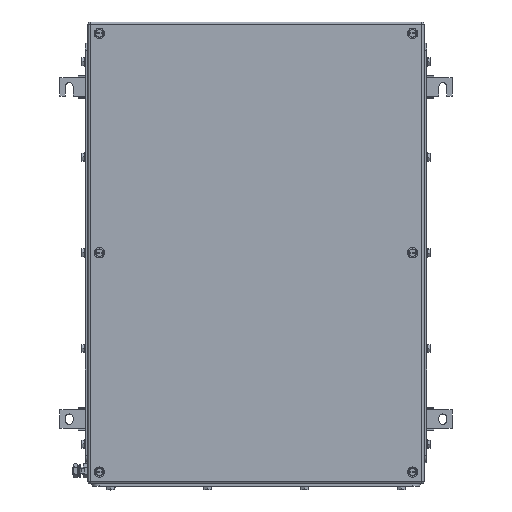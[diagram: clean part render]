
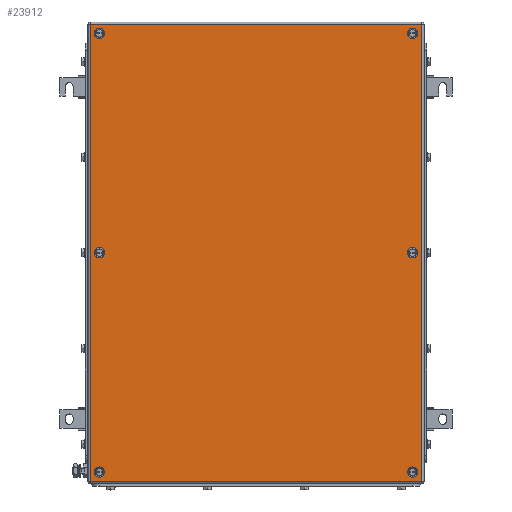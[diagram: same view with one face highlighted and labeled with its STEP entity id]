
A CAD part, top view. The second image highlights one B-rep face of the part: STEP entity #23912.
In plain terms, the highlighted planar face has unit normal (0, 0, 1).
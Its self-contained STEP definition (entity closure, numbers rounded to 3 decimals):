
#23750=AXIS2_PLACEMENT_3D('Circle Axis2P3D',#23748,#23749,$) ;
#23777=AXIS2_PLACEMENT_3D('Plane Axis2P3D',#23774,#23775,#23776) ;
#23815=AXIS2_PLACEMENT_3D('Circle Axis2P3D',#23813,#23814,$) ;
#23824=AXIS2_PLACEMENT_3D('Circle Axis2P3D',#23822,#23823,$) ;
#23833=AXIS2_PLACEMENT_3D('Circle Axis2P3D',#23831,#23832,$) ;
#23842=AXIS2_PLACEMENT_3D('Circle Axis2P3D',#23840,#23841,$) ;
#23851=AXIS2_PLACEMENT_3D('Circle Axis2P3D',#23849,#23850,$) ;
#23860=AXIS2_PLACEMENT_3D('Circle Axis2P3D',#23858,#23859,$) ;
#23869=AXIS2_PLACEMENT_3D('Circle Axis2P3D',#23867,#23868,$) ;
#23878=AXIS2_PLACEMENT_3D('Circle Axis2P3D',#23876,#23877,$) ;
#23887=AXIS2_PLACEMENT_3D('Circle Axis2P3D',#23885,#23886,$) ;
#23896=AXIS2_PLACEMENT_3D('Circle Axis2P3D',#23894,#23895,$) ;
#23905=AXIS2_PLACEMENT_3D('Circle Axis2P3D',#23903,#23904,$) ;
#23745=CARTESIAN_POINT('Vertex',(56.5,321.,153.5)) ;
#23748=CARTESIAN_POINT('Axis2P3D Location',(53.,321.,153.5)) ;
#23752=CARTESIAN_POINT('Vertex',(49.5,321.,153.5)) ;
#23774=CARTESIAN_POINT('Axis2P3D Location',(265.5,321.,153.5)) ;
#23779=CARTESIAN_POINT('Line Origine',(265.5,630.5,153.5)) ;
#23783=CARTESIAN_POINT('Vertex',(490.,630.5,153.5)) ;
#23785=CARTESIAN_POINT('Vertex',(41.,630.5,153.5)) ;
#23788=CARTESIAN_POINT('Line Origine',(41.,321.,153.5)) ;
#23792=CARTESIAN_POINT('Vertex',(41.,11.5,153.5)) ;
#23795=CARTESIAN_POINT('Line Origine',(265.5,11.5,153.5)) ;
#23799=CARTESIAN_POINT('Vertex',(490.,11.5,153.5)) ;
#23802=CARTESIAN_POINT('Line Origine',(490.,321.,153.5)) ;
#23813=CARTESIAN_POINT('Axis2P3D Location',(53.,321.,153.5)) ;
#23822=CARTESIAN_POINT('Axis2P3D Location',(478.,321.,153.5)) ;
#23826=CARTESIAN_POINT('Vertex',(481.5,321.,153.5)) ;
#23828=CARTESIAN_POINT('Vertex',(474.5,321.,153.5)) ;
#23831=CARTESIAN_POINT('Axis2P3D Location',(478.,321.,153.5)) ;
#23840=CARTESIAN_POINT('Axis2P3D Location',(53.,618.5,153.5)) ;
#23844=CARTESIAN_POINT('Vertex',(49.5,618.5,153.5)) ;
#23846=CARTESIAN_POINT('Vertex',(56.5,618.5,153.5)) ;
#23849=CARTESIAN_POINT('Axis2P3D Location',(53.,618.5,153.5)) ;
#23858=CARTESIAN_POINT('Axis2P3D Location',(53.,23.5,153.5)) ;
#23862=CARTESIAN_POINT('Vertex',(49.5,23.5,153.5)) ;
#23864=CARTESIAN_POINT('Vertex',(56.5,23.5,153.5)) ;
#23867=CARTESIAN_POINT('Axis2P3D Location',(53.,23.5,153.5)) ;
#23876=CARTESIAN_POINT('Axis2P3D Location',(478.,23.5,153.5)) ;
#23880=CARTESIAN_POINT('Vertex',(481.5,23.5,153.5)) ;
#23882=CARTESIAN_POINT('Vertex',(474.5,23.5,153.5)) ;
#23885=CARTESIAN_POINT('Axis2P3D Location',(478.,23.5,153.5)) ;
#23894=CARTESIAN_POINT('Axis2P3D Location',(478.,618.5,153.5)) ;
#23898=CARTESIAN_POINT('Vertex',(481.5,618.5,153.5)) ;
#23900=CARTESIAN_POINT('Vertex',(474.5,618.5,153.5)) ;
#23903=CARTESIAN_POINT('Axis2P3D Location',(478.,618.5,153.5)) ;
#23749=DIRECTION('Axis2P3D Direction',(0.,0.,1.)) ;
#23775=DIRECTION('Axis2P3D Direction',(0.,0.,1.)) ;
#23776=DIRECTION('Axis2P3D XDirection',(1.,0.,0.)) ;
#23780=DIRECTION('Vector Direction',(1.,0.,0.)) ;
#23789=DIRECTION('Vector Direction',(0.,-1.,0.)) ;
#23796=DIRECTION('Vector Direction',(1.,0.,0.)) ;
#23803=DIRECTION('Vector Direction',(0.,1.,0.)) ;
#23814=DIRECTION('Axis2P3D Direction',(0.,0.,1.)) ;
#23823=DIRECTION('Axis2P3D Direction',(0.,0.,1.)) ;
#23832=DIRECTION('Axis2P3D Direction',(0.,0.,1.)) ;
#23841=DIRECTION('Axis2P3D Direction',(0.,0.,1.)) ;
#23850=DIRECTION('Axis2P3D Direction',(0.,0.,1.)) ;
#23859=DIRECTION('Axis2P3D Direction',(0.,0.,1.)) ;
#23868=DIRECTION('Axis2P3D Direction',(0.,0.,1.)) ;
#23877=DIRECTION('Axis2P3D Direction',(0.,0.,1.)) ;
#23886=DIRECTION('Axis2P3D Direction',(0.,0.,1.)) ;
#23895=DIRECTION('Axis2P3D Direction',(0.,0.,1.)) ;
#23904=DIRECTION('Axis2P3D Direction',(0.,0.,1.)) ;
#23781=VECTOR('Line Direction',#23780,1.) ;
#23790=VECTOR('Line Direction',#23789,1.) ;
#23797=VECTOR('Line Direction',#23796,1.) ;
#23804=VECTOR('Line Direction',#23803,1.) ;
#23808=ORIENTED_EDGE('',*,*,#23787,.T.) ;
#23809=ORIENTED_EDGE('',*,*,#23794,.T.) ;
#23810=ORIENTED_EDGE('',*,*,#23801,.T.) ;
#23811=ORIENTED_EDGE('',*,*,#23806,.T.) ;
#23819=ORIENTED_EDGE('',*,*,#23817,.F.) ;
#23820=ORIENTED_EDGE('',*,*,#23754,.F.) ;
#23837=ORIENTED_EDGE('',*,*,#23830,.F.) ;
#23838=ORIENTED_EDGE('',*,*,#23835,.F.) ;
#23855=ORIENTED_EDGE('',*,*,#23848,.F.) ;
#23856=ORIENTED_EDGE('',*,*,#23853,.F.) ;
#23873=ORIENTED_EDGE('',*,*,#23866,.F.) ;
#23874=ORIENTED_EDGE('',*,*,#23871,.F.) ;
#23891=ORIENTED_EDGE('',*,*,#23884,.F.) ;
#23892=ORIENTED_EDGE('',*,*,#23889,.F.) ;
#23909=ORIENTED_EDGE('',*,*,#23902,.F.) ;
#23910=ORIENTED_EDGE('',*,*,#23907,.F.) ;
#23821=FACE_BOUND('',#23818,.T.) ;
#23839=FACE_BOUND('',#23836,.T.) ;
#23857=FACE_BOUND('',#23854,.T.) ;
#23875=FACE_BOUND('',#23872,.T.) ;
#23893=FACE_BOUND('',#23890,.T.) ;
#23911=FACE_BOUND('',#23908,.T.) ;
#23912=ADVANCED_FACE('ZUB_KTB_FS_624515_3GP_AllCATPart.2\\ZUB_DE_KTB_FS.1\\DE_KTB_MH_PART_MASTER.1\\Koerper.2',(#23812,#23821,#23839,#23857,#23875,#23893,#23911),#23778,.T.) ;
#23751=CIRCLE('generated circle',#23750,3.5) ;
#23816=CIRCLE('generated circle',#23815,3.5) ;
#23825=CIRCLE('generated circle',#23824,3.5) ;
#23834=CIRCLE('generated circle',#23833,3.5) ;
#23843=CIRCLE('generated circle',#23842,3.5) ;
#23852=CIRCLE('generated circle',#23851,3.5) ;
#23861=CIRCLE('generated circle',#23860,3.5) ;
#23870=CIRCLE('generated circle',#23869,3.5) ;
#23879=CIRCLE('generated circle',#23878,3.5) ;
#23888=CIRCLE('generated circle',#23887,3.5) ;
#23897=CIRCLE('generated circle',#23896,3.5) ;
#23906=CIRCLE('generated circle',#23905,3.5) ;
#23754=EDGE_CURVE('',#23746,#23753,#23751,.T.) ;
#23787=EDGE_CURVE('',#23784,#23786,#23782,.F.) ;
#23794=EDGE_CURVE('',#23786,#23793,#23791,.T.) ;
#23801=EDGE_CURVE('',#23793,#23800,#23798,.T.) ;
#23806=EDGE_CURVE('',#23800,#23784,#23805,.T.) ;
#23817=EDGE_CURVE('',#23753,#23746,#23816,.T.) ;
#23830=EDGE_CURVE('',#23827,#23829,#23825,.T.) ;
#23835=EDGE_CURVE('',#23829,#23827,#23834,.T.) ;
#23848=EDGE_CURVE('',#23845,#23847,#23843,.T.) ;
#23853=EDGE_CURVE('',#23847,#23845,#23852,.T.) ;
#23866=EDGE_CURVE('',#23863,#23865,#23861,.T.) ;
#23871=EDGE_CURVE('',#23865,#23863,#23870,.T.) ;
#23884=EDGE_CURVE('',#23881,#23883,#23879,.T.) ;
#23889=EDGE_CURVE('',#23883,#23881,#23888,.T.) ;
#23902=EDGE_CURVE('',#23899,#23901,#23897,.T.) ;
#23907=EDGE_CURVE('',#23901,#23899,#23906,.T.) ;
#23807=EDGE_LOOP('',(#23808,#23809,#23810,#23811)) ;
#23818=EDGE_LOOP('',(#23819,#23820)) ;
#23836=EDGE_LOOP('',(#23837,#23838)) ;
#23854=EDGE_LOOP('',(#23855,#23856)) ;
#23872=EDGE_LOOP('',(#23873,#23874)) ;
#23890=EDGE_LOOP('',(#23891,#23892)) ;
#23908=EDGE_LOOP('',(#23909,#23910)) ;
#23812=FACE_OUTER_BOUND('',#23807,.T.) ;
#23782=LINE('Line',#23779,#23781) ;
#23791=LINE('Line',#23788,#23790) ;
#23798=LINE('Line',#23795,#23797) ;
#23805=LINE('Line',#23802,#23804) ;
#23778=PLANE('',#23777) ;
#23746=VERTEX_POINT('',#23745) ;
#23753=VERTEX_POINT('',#23752) ;
#23784=VERTEX_POINT('',#23783) ;
#23786=VERTEX_POINT('',#23785) ;
#23793=VERTEX_POINT('',#23792) ;
#23800=VERTEX_POINT('',#23799) ;
#23827=VERTEX_POINT('',#23826) ;
#23829=VERTEX_POINT('',#23828) ;
#23845=VERTEX_POINT('',#23844) ;
#23847=VERTEX_POINT('',#23846) ;
#23863=VERTEX_POINT('',#23862) ;
#23865=VERTEX_POINT('',#23864) ;
#23881=VERTEX_POINT('',#23880) ;
#23883=VERTEX_POINT('',#23882) ;
#23899=VERTEX_POINT('',#23898) ;
#23901=VERTEX_POINT('',#23900) ;
